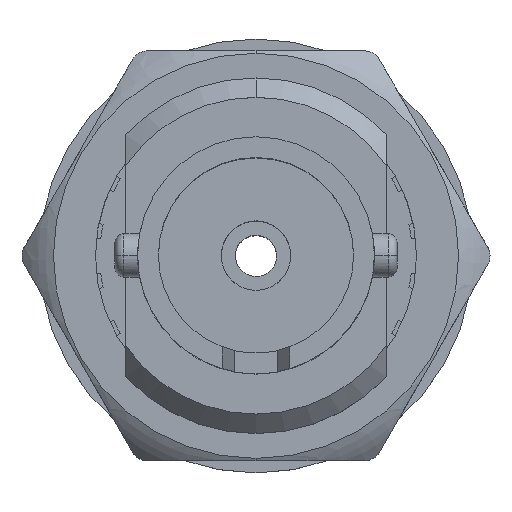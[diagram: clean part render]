
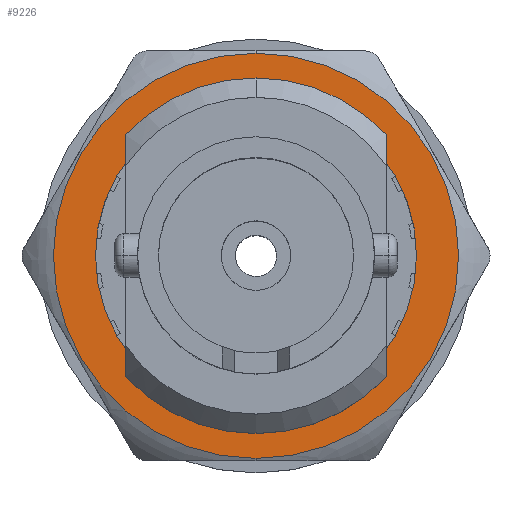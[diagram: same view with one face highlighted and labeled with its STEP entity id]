
A CAD part, top view. The second image highlights one B-rep face of the part: STEP entity #9226.
In plain terms, the highlighted face is planar.
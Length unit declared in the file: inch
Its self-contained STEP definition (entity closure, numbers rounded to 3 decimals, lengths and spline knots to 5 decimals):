
#138 = AXIS2_PLACEMENT_3D ( 'NONE', #3378, #10091, #5897 ) ;
#1229 = DIRECTION ( 'NONE',  ( 0., 0., -1. ) ) ;
#1460 = VERTEX_POINT ( 'NONE', #7296 ) ;
#1567 = DIRECTION ( 'NONE',  ( 0., 0., 1. ) ) ;
#2667 = EDGE_LOOP ( 'NONE', ( #4880, #7981 ) ) ;
#3115 = CIRCLE ( 'NONE', #138, 0.23347 ) ;
#3378 = CARTESIAN_POINT ( 'NONE',  ( 0., 0.1, 0. ) ) ;
#3761 = EDGE_CURVE ( 'NONE', #9474, #1460, #3115, .T. ) ;
#3762 = PLANE ( 'NONE',  #5345 ) ;
#4398 = VERTEX_POINT ( 'NONE', #9694 ) ;
#4468 = FACE_OUTER_BOUND ( 'NONE', #8187, .T. ) ;
#4686 = DIRECTION ( 'NONE',  ( 0., -1., 0. ) ) ;
#4880 = ORIENTED_EDGE ( 'NONE', *, *, #8226, .F. ) ;
#4918 = CARTESIAN_POINT ( 'NONE',  ( 0., 0.1, 0. ) ) ;
#4998 = ORIENTED_EDGE ( 'NONE', *, *, #8286, .F. ) ;
#5194 = CARTESIAN_POINT ( 'NONE',  ( 0., 0.1, 0. ) ) ;
#5198 = DIRECTION ( 'NONE',  ( 0., 0., -1. ) ) ;
#5345 = AXIS2_PLACEMENT_3D ( 'NONE', #9603, #4686, #1229 ) ;
#5349 = FACE_BOUND ( 'NONE', #2667, .T. ) ;
#5518 = CIRCLE ( 'NONE', #10284, 0.185 ) ;
#5897 = DIRECTION ( 'NONE',  ( 0., 0., -1. ) ) ;
#6441 = CARTESIAN_POINT ( 'NONE',  ( 0., 0.1, -0.23347 ) ) ;
#6933 = AXIS2_PLACEMENT_3D ( 'NONE', #9507, #7619, #5198 ) ;
#7148 = EDGE_CURVE ( 'NONE', #4398, #8299, #8775, .T. ) ;
#7296 = CARTESIAN_POINT ( 'NONE',  ( 0., 0.1, 0.23347 ) ) ;
#7398 = DIRECTION ( 'NONE',  ( 0., 1., 0. ) ) ;
#7619 = DIRECTION ( 'NONE',  ( 0., -1., 0. ) ) ;
#7733 = DIRECTION ( 'NONE',  ( 0., 1., 0. ) ) ;
#7789 = CARTESIAN_POINT ( 'NONE',  ( 0., 0.1, 0.185 ) ) ;
#7981 = ORIENTED_EDGE ( 'NONE', *, *, #7148, .F. ) ;
#8187 = EDGE_LOOP ( 'NONE', ( #10750, #4998 ) ) ;
#8226 = EDGE_CURVE ( 'NONE', #8299, #4398, #5518, .T. ) ;
#8229 = AXIS2_PLACEMENT_3D ( 'NONE', #5194, #7733, #10265 ) ;
#8286 = EDGE_CURVE ( 'NONE', #1460, #9474, #10802, .T. ) ;
#8299 = VERTEX_POINT ( 'NONE', #7789 ) ;
#8775 = CIRCLE ( 'NONE', #8229, 0.185 ) ;
#9226 = ADVANCED_FACE ( 'NONE', ( #5349, #4468 ), #3762, .F. ) ;
#9474 = VERTEX_POINT ( 'NONE', #6441 ) ;
#9507 = CARTESIAN_POINT ( 'NONE',  ( 0., 0.1, 0. ) ) ;
#9603 = CARTESIAN_POINT ( 'NONE',  ( -0.40915, 0.1, 0.23622 ) ) ;
#9694 = CARTESIAN_POINT ( 'NONE',  ( 0., 0.1, -0.185 ) ) ;
#10091 = DIRECTION ( 'NONE',  ( 0., -1., 0. ) ) ;
#10265 = DIRECTION ( 'NONE',  ( 0., 0., 1. ) ) ;
#10284 = AXIS2_PLACEMENT_3D ( 'NONE', #4918, #7398, #1567 ) ;
#10750 = ORIENTED_EDGE ( 'NONE', *, *, #3761, .F. ) ;
#10802 = CIRCLE ( 'NONE', #6933, 0.23347 ) ;
